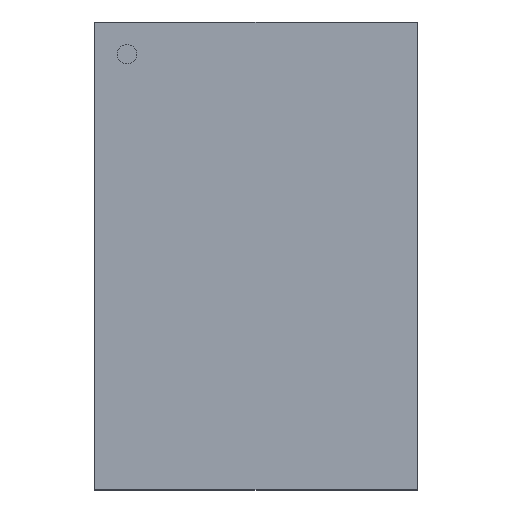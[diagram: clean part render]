
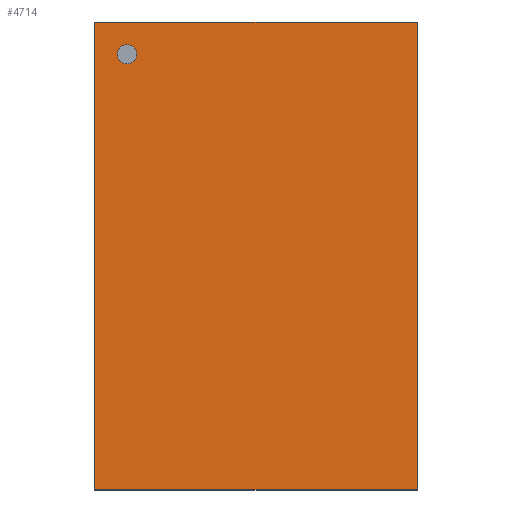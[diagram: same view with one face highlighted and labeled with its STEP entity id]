
A CAD part, top view. The second image highlights one B-rep face of the part: STEP entity #4714.
In plain terms, the highlighted planar face has unit normal (0, 0, 1).
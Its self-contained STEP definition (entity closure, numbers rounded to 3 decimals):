
#101 = PLANE('',#102);
#102 = AXIS2_PLACEMENT_3D('',#103,#104,#105);
#103 = CARTESIAN_POINT('',(-5.,-7.25,0.18));
#104 = DIRECTION('',(1.,0.,0.));
#105 = DIRECTION('',(0.,0.,1.));
#129 = PLANE('',#130);
#130 = AXIS2_PLACEMENT_3D('',#131,#132,#133);
#131 = CARTESIAN_POINT('',(-5.,-7.25,0.18));
#132 = DIRECTION('',(0.,1.,0.));
#133 = DIRECTION('',(0.,0.,1.));
#157 = PLANE('',#158);
#158 = AXIS2_PLACEMENT_3D('',#159,#160,#161);
#159 = CARTESIAN_POINT('',(5.,-7.25,0.18));
#160 = DIRECTION('',(1.,0.,0.));
#161 = DIRECTION('',(0.,0.,1.));
#183 = PLANE('',#184);
#184 = AXIS2_PLACEMENT_3D('',#185,#186,#187);
#185 = CARTESIAN_POINT('',(-5.,7.25,0.18));
#186 = DIRECTION('',(0.,1.,0.));
#187 = DIRECTION('',(0.,0.,1.));
#1984 = VERTEX_POINT('',#1985);
#1985 = CARTESIAN_POINT('',(-5.,-7.25,1.));
#2008 = VERTEX_POINT('',#2009);
#2009 = CARTESIAN_POINT('',(-5.,7.25,1.));
#2030 = EDGE_CURVE('',#1984,#2008,#2031,.T.);
#2031 = SURFACE_CURVE('',#2032,(#2036,#2043),.PCURVE_S1.);
#2032 = LINE('',#2033,#2034);
#2033 = CARTESIAN_POINT('',(-5.,-7.25,1.));
#2034 = VECTOR('',#2035,1.);
#2035 = DIRECTION('',(0.,1.,0.));
#2036 = PCURVE('',#101,#2037);
#2037 = DEFINITIONAL_REPRESENTATION('',(#2038),#2042);
#2038 = LINE('',#2039,#2040);
#2039 = CARTESIAN_POINT('',(0.82,0.));
#2040 = VECTOR('',#2041,1.);
#2041 = DIRECTION('',(0.,-1.));
#2042 = ( GEOMETRIC_REPRESENTATION_CONTEXT(2) 
PARAMETRIC_REPRESENTATION_CONTEXT() REPRESENTATION_CONTEXT('2D SPACE',''
  ) );
#2043 = PCURVE('',#2044,#2049);
#2044 = PLANE('',#2045);
#2045 = AXIS2_PLACEMENT_3D('',#2046,#2047,#2048);
#2046 = CARTESIAN_POINT('',(-5.,-7.25,1.));
#2047 = DIRECTION('',(0.,0.,1.));
#2048 = DIRECTION('',(1.,0.,0.));
#2049 = DEFINITIONAL_REPRESENTATION('',(#2050),#2054);
#2050 = LINE('',#2051,#2052);
#2051 = CARTESIAN_POINT('',(0.,0.));
#2052 = VECTOR('',#2053,1.);
#2053 = DIRECTION('',(0.,1.));
#2054 = ( GEOMETRIC_REPRESENTATION_CONTEXT(2) 
PARAMETRIC_REPRESENTATION_CONTEXT() REPRESENTATION_CONTEXT('2D SPACE',''
  ) );
#2061 = EDGE_CURVE('',#2008,#2062,#2064,.T.);
#2062 = VERTEX_POINT('',#2063);
#2063 = CARTESIAN_POINT('',(5.,7.25,1.));
#2064 = SURFACE_CURVE('',#2065,(#2069,#2076),.PCURVE_S1.);
#2065 = LINE('',#2066,#2067);
#2066 = CARTESIAN_POINT('',(-5.,7.25,1.));
#2067 = VECTOR('',#2068,1.);
#2068 = DIRECTION('',(1.,0.,0.));
#2069 = PCURVE('',#183,#2070);
#2070 = DEFINITIONAL_REPRESENTATION('',(#2071),#2075);
#2071 = LINE('',#2072,#2073);
#2072 = CARTESIAN_POINT('',(0.82,0.));
#2073 = VECTOR('',#2074,1.);
#2074 = DIRECTION('',(0.,1.));
#2075 = ( GEOMETRIC_REPRESENTATION_CONTEXT(2) 
PARAMETRIC_REPRESENTATION_CONTEXT() REPRESENTATION_CONTEXT('2D SPACE',''
  ) );
#2076 = PCURVE('',#2044,#2077);
#2077 = DEFINITIONAL_REPRESENTATION('',(#2078),#2082);
#2078 = LINE('',#2079,#2080);
#2079 = CARTESIAN_POINT('',(0.,14.5));
#2080 = VECTOR('',#2081,1.);
#2081 = DIRECTION('',(1.,0.));
#2082 = ( GEOMETRIC_REPRESENTATION_CONTEXT(2) 
PARAMETRIC_REPRESENTATION_CONTEXT() REPRESENTATION_CONTEXT('2D SPACE',''
  ) );
#2110 = EDGE_CURVE('',#1984,#2111,#2113,.T.);
#2111 = VERTEX_POINT('',#2112);
#2112 = CARTESIAN_POINT('',(5.,-7.25,1.));
#2113 = SURFACE_CURVE('',#2114,(#2118,#2125),.PCURVE_S1.);
#2114 = LINE('',#2115,#2116);
#2115 = CARTESIAN_POINT('',(-5.,-7.25,1.));
#2116 = VECTOR('',#2117,1.);
#2117 = DIRECTION('',(1.,0.,0.));
#2118 = PCURVE('',#129,#2119);
#2119 = DEFINITIONAL_REPRESENTATION('',(#2120),#2124);
#2120 = LINE('',#2121,#2122);
#2121 = CARTESIAN_POINT('',(0.82,0.));
#2122 = VECTOR('',#2123,1.);
#2123 = DIRECTION('',(0.,1.));
#2124 = ( GEOMETRIC_REPRESENTATION_CONTEXT(2) 
PARAMETRIC_REPRESENTATION_CONTEXT() REPRESENTATION_CONTEXT('2D SPACE',''
  ) );
#2125 = PCURVE('',#2044,#2126);
#2126 = DEFINITIONAL_REPRESENTATION('',(#2127),#2131);
#2127 = LINE('',#2128,#2129);
#2128 = CARTESIAN_POINT('',(0.,0.));
#2129 = VECTOR('',#2130,1.);
#2130 = DIRECTION('',(1.,0.));
#2131 = ( GEOMETRIC_REPRESENTATION_CONTEXT(2) 
PARAMETRIC_REPRESENTATION_CONTEXT() REPRESENTATION_CONTEXT('2D SPACE',''
  ) );
#2160 = EDGE_CURVE('',#2111,#2062,#2161,.T.);
#2161 = SURFACE_CURVE('',#2162,(#2166,#2173),.PCURVE_S1.);
#2162 = LINE('',#2163,#2164);
#2163 = CARTESIAN_POINT('',(5.,-7.25,1.));
#2164 = VECTOR('',#2165,1.);
#2165 = DIRECTION('',(0.,1.,0.));
#2166 = PCURVE('',#157,#2167);
#2167 = DEFINITIONAL_REPRESENTATION('',(#2168),#2172);
#2168 = LINE('',#2169,#2170);
#2169 = CARTESIAN_POINT('',(0.82,0.));
#2170 = VECTOR('',#2171,1.);
#2171 = DIRECTION('',(0.,-1.));
#2172 = ( GEOMETRIC_REPRESENTATION_CONTEXT(2) 
PARAMETRIC_REPRESENTATION_CONTEXT() REPRESENTATION_CONTEXT('2D SPACE',''
  ) );
#2173 = PCURVE('',#2044,#2174);
#2174 = DEFINITIONAL_REPRESENTATION('',(#2175),#2179);
#2175 = LINE('',#2176,#2177);
#2176 = CARTESIAN_POINT('',(10.,0.));
#2177 = VECTOR('',#2178,1.);
#2178 = DIRECTION('',(0.,1.));
#2179 = ( GEOMETRIC_REPRESENTATION_CONTEXT(2) 
PARAMETRIC_REPRESENTATION_CONTEXT() REPRESENTATION_CONTEXT('2D SPACE',''
  ) );
#4714 = ADVANCED_FACE('',(#4715,#4721),#2044,.T.);
#4715 = FACE_BOUND('',#4716,.T.);
#4716 = EDGE_LOOP('',(#4717,#4718,#4719,#4720));
#4717 = ORIENTED_EDGE('',*,*,#2030,.F.);
#4718 = ORIENTED_EDGE('',*,*,#2110,.T.);
#4719 = ORIENTED_EDGE('',*,*,#2160,.T.);
#4720 = ORIENTED_EDGE('',*,*,#2061,.F.);
#4721 = FACE_BOUND('',#4722,.T.);
#4722 = EDGE_LOOP('',(#4723));
#4723 = ORIENTED_EDGE('',*,*,#4724,.F.);
#4724 = EDGE_CURVE('',#4725,#4725,#4727,.T.);
#4725 = VERTEX_POINT('',#4726);
#4726 = CARTESIAN_POINT('',(-3.7,6.25,1.));
#4727 = SURFACE_CURVE('',#4728,(#4733,#4740),.PCURVE_S1.);
#4728 = CIRCLE('',#4729,0.3);
#4729 = AXIS2_PLACEMENT_3D('',#4730,#4731,#4732);
#4730 = CARTESIAN_POINT('',(-4.,6.25,1.));
#4731 = DIRECTION('',(0.,0.,1.));
#4732 = DIRECTION('',(1.,0.,0.));
#4733 = PCURVE('',#2044,#4734);
#4734 = DEFINITIONAL_REPRESENTATION('',(#4735),#4739);
#4735 = CIRCLE('',#4736,0.3);
#4736 = AXIS2_PLACEMENT_2D('',#4737,#4738);
#4737 = CARTESIAN_POINT('',(1.,13.5));
#4738 = DIRECTION('',(1.,0.));
#4739 = ( GEOMETRIC_REPRESENTATION_CONTEXT(2) 
PARAMETRIC_REPRESENTATION_CONTEXT() REPRESENTATION_CONTEXT('2D SPACE',''
  ) );
#4740 = PCURVE('',#4741,#4746);
#4741 = CYLINDRICAL_SURFACE('',#4742,0.3);
#4742 = AXIS2_PLACEMENT_3D('',#4743,#4744,#4745);
#4743 = CARTESIAN_POINT('',(-4.,6.25,1.));
#4744 = DIRECTION('',(0.,0.,1.));
#4745 = DIRECTION('',(1.,0.,0.));
#4746 = DEFINITIONAL_REPRESENTATION('',(#4747),#4751);
#4747 = LINE('',#4748,#4749);
#4748 = CARTESIAN_POINT('',(0.,0.));
#4749 = VECTOR('',#4750,1.);
#4750 = DIRECTION('',(1.,0.));
#4751 = ( GEOMETRIC_REPRESENTATION_CONTEXT(2) 
PARAMETRIC_REPRESENTATION_CONTEXT() REPRESENTATION_CONTEXT('2D SPACE',''
  ) );
